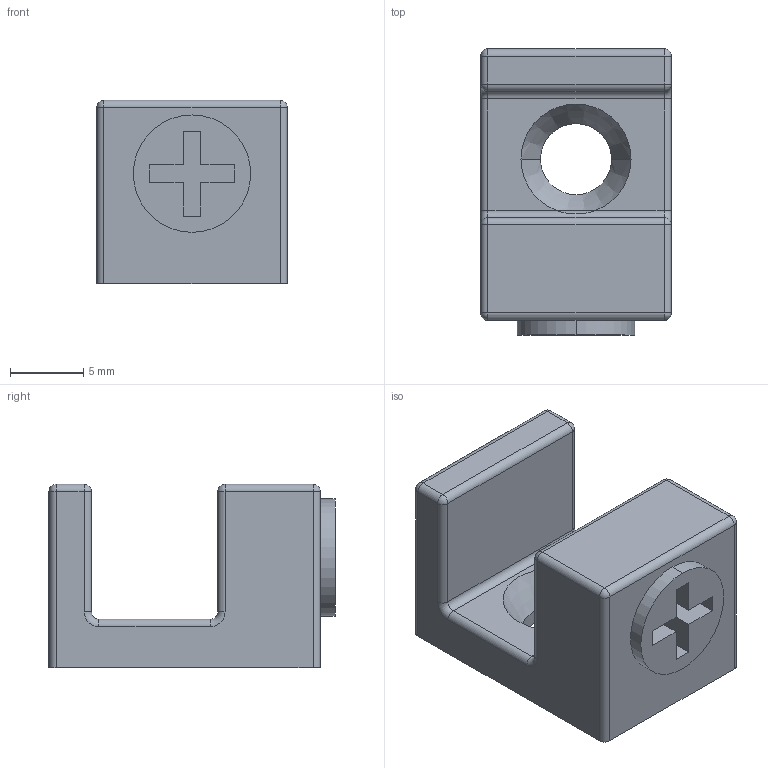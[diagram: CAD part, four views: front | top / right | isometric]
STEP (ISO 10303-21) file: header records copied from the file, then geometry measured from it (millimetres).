
FILE_DESCRIPTION (( 'STEP AP214' ), '1' );
FILE_NAME ('F003064,F003065_3D.step', '2022-11-21T18:16:16', ( '' ), ( '' ), 'SwSTEP 2.0', 'SolidWorks 2020', '' );
FILE_SCHEMA (( 'AUTOMOTIVE_DESIGN' ));
Length unit declared in the file: millimetre
Products named in the file (1): F003064,F003065_3D
Bounding box: 13 x 19.5 x 12.5 mm (x, y, z)
Volume: 1900.6 mm3; surface area: 1394.3 mm2
Topology: 1 solids, 1 shells, 63 faces, 152 edges, 84 vertices
Faces by surface type: plane 25, cylinder 24, sphere 8, torus 4, cone 2
Entity records: 1784 total; most frequent: DIRECTION 328, CARTESIAN_POINT 292, ORIENTED_EDGE 288, EDGE_CURVE 144, AXIS2_PLACEMENT_3D 120, VECTOR 88, LINE 88, VERTEX_POINT 84
